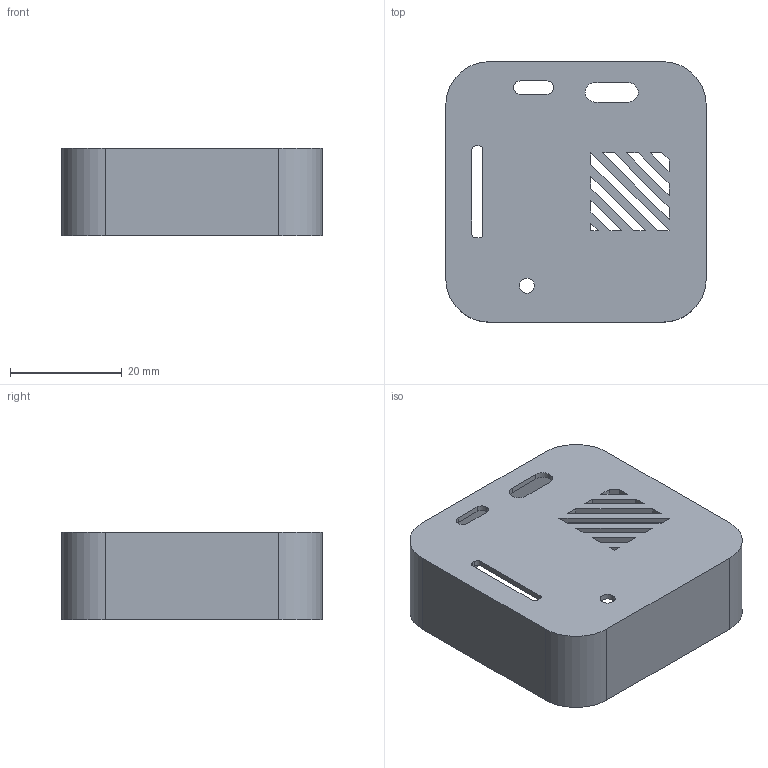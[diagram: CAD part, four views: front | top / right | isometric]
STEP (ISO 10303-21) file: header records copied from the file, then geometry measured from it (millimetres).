
FILE_DESCRIPTION (( 'STEP AP214' ), '1' );
FILE_NAME ('krabka_vrch.STEP', '2026-02-26T18:31:31', ( '' ), ( '' ), 'SwSTEP 2.0', 'SolidWorks 2025', '' );
FILE_SCHEMA (( 'AUTOMOTIVE_DESIGN' ));
Length unit declared in the file: millimetre
Products named in the file (1): krabka_vrch
Bounding box: 46.7 x 46.7 x 15.6 mm (x, y, z)
Volume: 6258.1 mm3; surface area: 9979.9 mm2
Topology: 1 solids, 1 shells, 104 faces, 282 edges, 188 vertices
Faces by surface type: plane 64, cylinder 40
Entity records: 3353 total; most frequent: CARTESIAN_POINT 575, DIRECTION 572, ORIENTED_EDGE 564, EDGE_CURVE 282, LINE 202, VECTOR 202, VERTEX_POINT 188, AXIS2_PLACEMENT_3D 185
